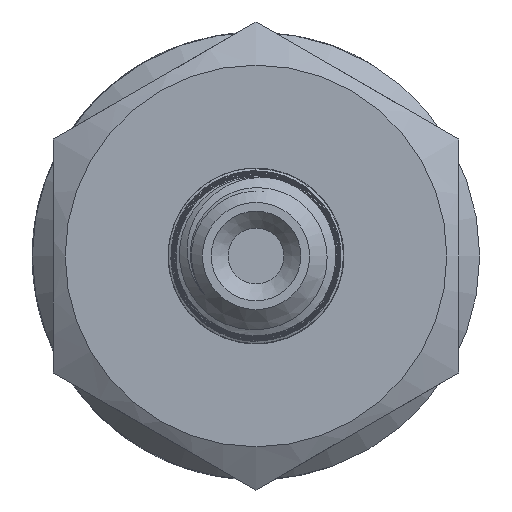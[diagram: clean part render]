
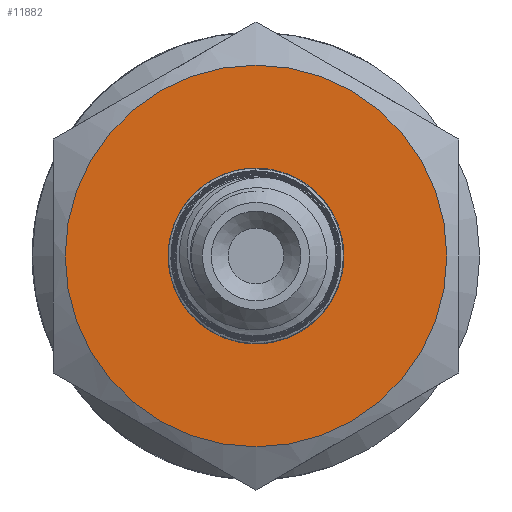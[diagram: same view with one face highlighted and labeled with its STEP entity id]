
A CAD part, left-side view. The second image highlights one B-rep face of the part: STEP entity #11882.
In plain terms, the highlighted planar face has unit normal (-1, 0, 0).
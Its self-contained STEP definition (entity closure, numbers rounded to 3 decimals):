
#1164=FACE_BOUND('',#3807,.T.);
#3110=FACE_OUTER_BOUND('',#3806,.T.);
#3806=EDGE_LOOP('',(#7963));
#3807=EDGE_LOOP('',(#7964));
#4544=CIRCLE('',#12637,11.3);
#4545=CIRCLE('',#12638,5.21);
#4804=VERTEX_POINT('',#16306);
#4805=VERTEX_POINT('',#16308);
#6063=EDGE_CURVE('',#4804,#4804,#4544,.T.);
#6064=EDGE_CURVE('',#4805,#4805,#4545,.T.);
#7963=ORIENTED_EDGE('',*,*,#6063,.T.);
#7964=ORIENTED_EDGE('',*,*,#6064,.T.);
#11630=PLANE('',#12636);
#11882=ADVANCED_FACE('',(#3110,#1164),#11630,.T.);
#12636=AXIS2_PLACEMENT_3D('',#16305,#13285,#13286);
#12637=AXIS2_PLACEMENT_3D('',#16307,#13287,#13288);
#12638=AXIS2_PLACEMENT_3D('',#16309,#13289,#13290);
#13285=DIRECTION('center_axis',(-1.,0.,0.));
#13286=DIRECTION('ref_axis',(0.,0.,1.));
#13287=DIRECTION('center_axis',(-1.,0.,0.));
#13288=DIRECTION('ref_axis',(0.,1.,0.));
#13289=DIRECTION('center_axis',(1.,0.,0.));
#13290=DIRECTION('ref_axis',(0.,0.,-1.));
#16305=CARTESIAN_POINT('Origin',(14.,12.,0.));
#16306=CARTESIAN_POINT('',(14.,-11.3,0.));
#16307=CARTESIAN_POINT('Origin',(14.,0.,0.));
#16308=CARTESIAN_POINT('',(14.,-5.21,0.));
#16309=CARTESIAN_POINT('Origin',(14.,0.,0.));
